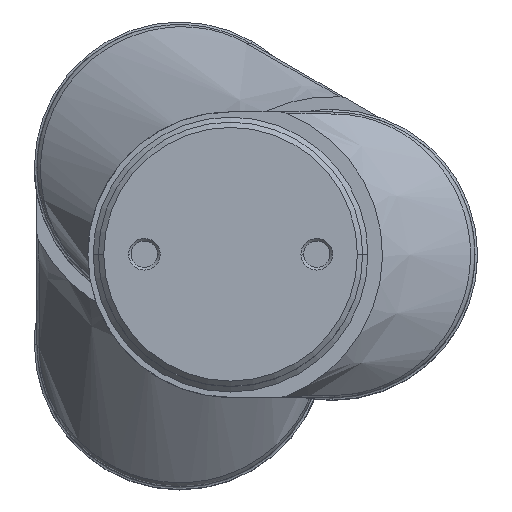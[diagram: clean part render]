
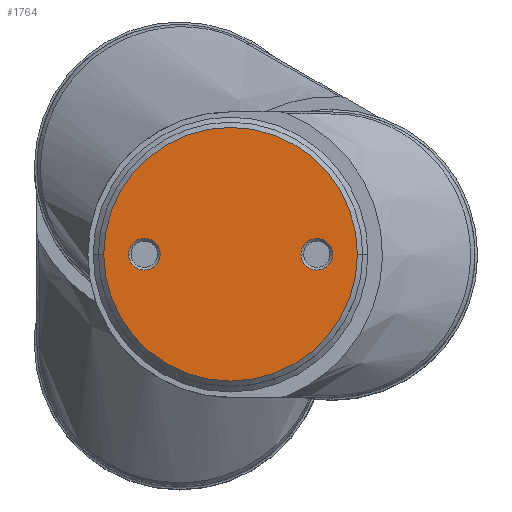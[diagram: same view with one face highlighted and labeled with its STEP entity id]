
A CAD part, top view. The second image highlights one B-rep face of the part: STEP entity #1764.
In plain terms, the highlighted planar face has unit normal (0, 0, 1).
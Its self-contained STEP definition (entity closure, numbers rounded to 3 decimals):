
#132 = AXIS2_PLACEMENT_3D ( 'NONE', #1163, #5794, #6006 ) ;
#274 = VERTEX_POINT ( 'NONE', #12385 ) ;
#638 = VERTEX_POINT ( 'NONE', #2625 ) ;
#669 = CARTESIAN_POINT ( 'NONE',  ( -38.625, 0., 0. ) ) ;
#920 = FACE_BOUND ( 'NONE', #14803, .T. ) ;
#945 = VERTEX_POINT ( 'NONE', #6646 ) ;
#1163 = CARTESIAN_POINT ( 'NONE',  ( 0., 0., 0. ) ) ;
#1184 = EDGE_CURVE ( 'NONE', #13467, #274, #4553, .T. ) ;
#1552 = ORIENTED_EDGE ( 'NONE', *, *, #8583, .T. ) ;
#1764 = ADVANCED_FACE ( 'NONE', ( #11002, #920, #3044 ), #10169, .T. ) ;
#2038 = CIRCLE ( 'NONE', #4448, 6. ) ;
#2064 = DIRECTION ( 'NONE',  ( 1., 0., 0. ) ) ;
#2270 = ORIENTED_EDGE ( 'NONE', *, *, #13160, .T. ) ;
#2364 = DIRECTION ( 'NONE',  ( 0., 0., -1. ) ) ;
#2461 = AXIS2_PLACEMENT_3D ( 'NONE', #13740, #2364, #11608 ) ;
#2505 = EDGE_CURVE ( 'NONE', #945, #638, #10211, .T. ) ;
#2526 = ORIENTED_EDGE ( 'NONE', *, *, #1184, .T. ) ;
#2625 = CARTESIAN_POINT ( 'NONE',  ( 26.625, 0., 0. ) ) ;
#2795 = CIRCLE ( 'NONE', #132, 48. ) ;
#2908 = ORIENTED_EDGE ( 'NONE', *, *, #4356, .T. ) ;
#3000 = CIRCLE ( 'NONE', #12208, 6. ) ;
#3044 = FACE_OUTER_BOUND ( 'NONE', #13594, .T. ) ;
#3119 = CARTESIAN_POINT ( 'NONE',  ( 0., 0., 0. ) ) ;
#3406 = CARTESIAN_POINT ( 'NONE',  ( -32.625, 0., 0. ) ) ;
#4356 = EDGE_CURVE ( 'NONE', #638, #945, #11661, .T. ) ;
#4448 = AXIS2_PLACEMENT_3D ( 'NONE', #3406, #7964, #12587 ) ;
#4553 = CIRCLE ( 'NONE', #5025, 48. ) ;
#4666 = DIRECTION ( 'NONE',  ( 0., 0., 1. ) ) ;
#5025 = AXIS2_PLACEMENT_3D ( 'NONE', #8010, #4666, #6027 ) ;
#5488 = EDGE_LOOP ( 'NONE', ( #10104, #2908 ) ) ;
#5794 = DIRECTION ( 'NONE',  ( 0., 0., 1. ) ) ;
#6006 = DIRECTION ( 'NONE',  ( 1., 0., 0. ) ) ;
#6027 = DIRECTION ( 'NONE',  ( 1., 0., 0. ) ) ;
#6633 = ORIENTED_EDGE ( 'NONE', *, *, #6735, .T. ) ;
#6646 = CARTESIAN_POINT ( 'NONE',  ( 38.625, 0., 0. ) ) ;
#6735 = EDGE_CURVE ( 'NONE', #10045, #11242, #2038, .T. ) ;
#7662 = CARTESIAN_POINT ( 'NONE',  ( 32.625, 0., 0. ) ) ;
#7964 = DIRECTION ( 'NONE',  ( 0., 0., -1. ) ) ;
#8010 = CARTESIAN_POINT ( 'NONE',  ( 0., 0., 0. ) ) ;
#8583 = EDGE_CURVE ( 'NONE', #11242, #10045, #3000, .T. ) ;
#9709 = DIRECTION ( 'NONE',  ( 1., 0., 0. ) ) ;
#9847 = DIRECTION ( 'NONE',  ( 1., 0., 0. ) ) ;
#10000 = DIRECTION ( 'NONE',  ( 0., 0., -1. ) ) ;
#10045 = VERTEX_POINT ( 'NONE', #669 ) ;
#10104 = ORIENTED_EDGE ( 'NONE', *, *, #2505, .T. ) ;
#10169 = PLANE ( 'NONE',  #10717 ) ;
#10211 = CIRCLE ( 'NONE', #2461, 6. ) ;
#10717 = AXIS2_PLACEMENT_3D ( 'NONE', #3119, #12369, #2064 ) ;
#10920 = CARTESIAN_POINT ( 'NONE',  ( -48., 0., 0. ) ) ;
#11002 = FACE_BOUND ( 'NONE', #5488, .T. ) ;
#11242 = VERTEX_POINT ( 'NONE', #11597 ) ;
#11597 = CARTESIAN_POINT ( 'NONE',  ( -26.625, 0., 0. ) ) ;
#11608 = DIRECTION ( 'NONE',  ( 1., 0., 0. ) ) ;
#11661 = CIRCLE ( 'NONE', #13843, 6. ) ;
#12208 = AXIS2_PLACEMENT_3D ( 'NONE', #14203, #12987, #9709 ) ;
#12369 = DIRECTION ( 'NONE',  ( 0., 0., 1. ) ) ;
#12385 = CARTESIAN_POINT ( 'NONE',  ( 48., 0., 0. ) ) ;
#12587 = DIRECTION ( 'NONE',  ( 1., 0., 0. ) ) ;
#12987 = DIRECTION ( 'NONE',  ( 0., 0., -1. ) ) ;
#13160 = EDGE_CURVE ( 'NONE', #274, #13467, #2795, .T. ) ;
#13467 = VERTEX_POINT ( 'NONE', #10920 ) ;
#13594 = EDGE_LOOP ( 'NONE', ( #2526, #2270 ) ) ;
#13740 = CARTESIAN_POINT ( 'NONE',  ( 32.625, 0., 0. ) ) ;
#13843 = AXIS2_PLACEMENT_3D ( 'NONE', #7662, #10000, #9847 ) ;
#14203 = CARTESIAN_POINT ( 'NONE',  ( -32.625, 0., 0. ) ) ;
#14803 = EDGE_LOOP ( 'NONE', ( #1552, #6633 ) ) ;
